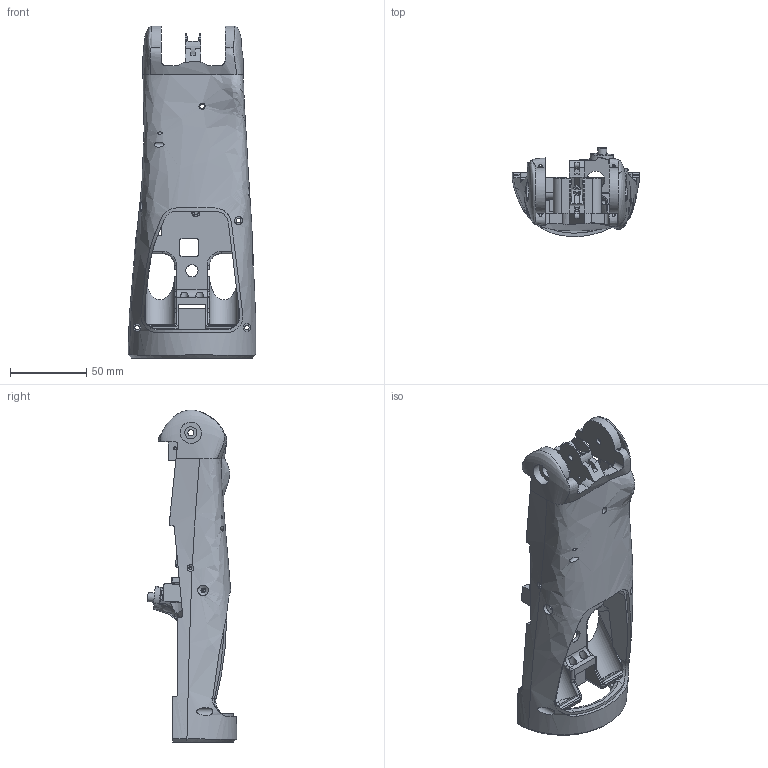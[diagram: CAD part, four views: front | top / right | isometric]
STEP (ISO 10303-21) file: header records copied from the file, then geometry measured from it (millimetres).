
FILE_DESCRIPTION(/* description */ ('STEP AP214'),/* implementation_level */ '2;1');
FILE_NAME(/* name */ '683c51404258294a187f3e2f',/* time_stamp */ '2025-06-01T13:10:26Z',/* author */ (''),/* organization */ (''),/* preprocessor_version */ 'ST-DEVELOPER v20',/* originating_system */ 'ONSHAPE BY PTC INC, 1.198',/* authorisation */ ' ');
FILE_SCHEMA (('AUTOMOTIVE_DESIGN {1 0 10303 214 3 1 1}'));
Length unit declared in the file: metre
Products named in the file (1): Forearm_Duplex_Wrist_18c
Bounding box: 83.98 x 58.53 x 218 mm (x, y, z)
Volume: 161428.6 mm3; surface area: 83362.4 mm2
Topology: 1 solids, 7 shells, 972 faces, 2940 edges, 1927 vertices
Faces by surface type: plane 554, cylinder 261, bspline 129, torus 21, cone 5, sphere 2
Full cylindrical faces by diameter (mm): 1.5 x16, 2 x20, 2.5 x1, 3 x15, 3.2 x11, 4 x5, 4.4 x1, 5 x1, 5.2 x8, 6 x1, 6.51 x1, 7 x1, 8 x3, 12 x1, 14 x2, 20 x1
Entity records: 38032 total; most frequent: CARTESIAN_POINT 13692, ORIENTED_EDGE 5516, DIRECTION 4310, EDGE_CURVE 2758, VERTEX_POINT 1853, AXIS2_PLACEMENT_3D 1480, LINE 1350, VECTOR 1350
